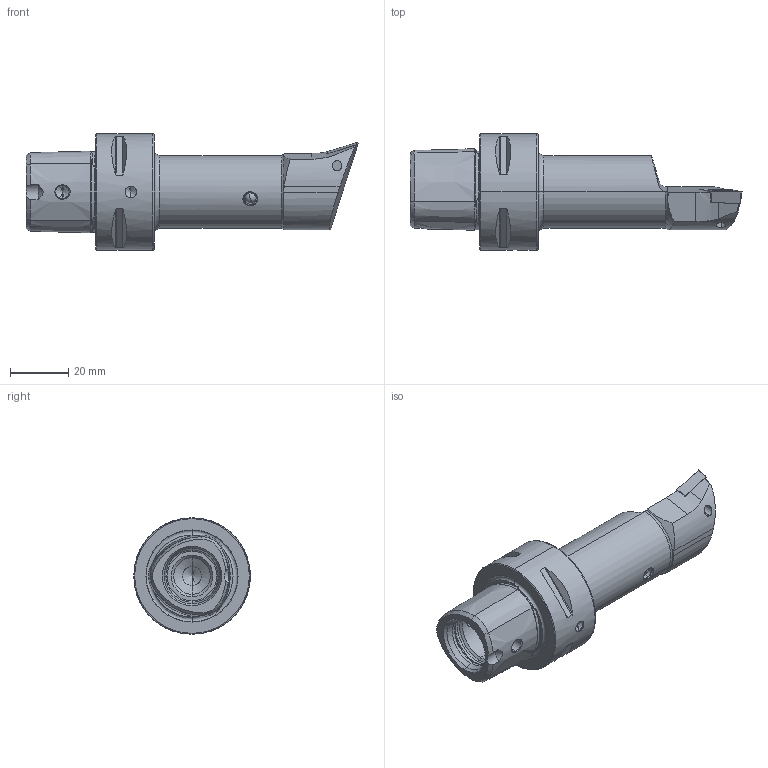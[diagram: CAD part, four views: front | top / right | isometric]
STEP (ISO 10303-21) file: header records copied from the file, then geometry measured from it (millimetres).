
FILE_DESCRIPTION (( 'STEP AP203' ), '1' );
FILE_NAME ('PS4-BDB.LQA.090.STEP', '2012-06-07T12:10:14', ( 'baer' ), ( 'Hewlett-Packard Company' ), 'SwSTEP 2.0', 'SolidWorks 2012', '' );
FILE_SCHEMA (( 'CONFIG_CONTROL_DESIGN' ));
Length unit declared in the file: millimetre
Products named in the file (5): PS4-BDB.LQA.090; KVT_MB_600_050; WCB-ER2.001.009_A; DCMT11T304; PS4-BDB.LQA.090_A
Assembly tree (4 placements, depth 2):
  PS4-BDB.LQA.090
    PS4-BDB.LQA.090_A
    DCMT11T304
    WCB-ER2.001.009_A
    KVT_MB_600_050
Bounding box: 114 x 40 x 40 mm (x, y, z)
Volume: 57209.4 mm3; surface area: 15667.3 mm2
Topology: 5 solids, 5 shells, 296 faces, 718 edges, 427 vertices
Faces by surface type: cone 101, cylinder 75, plane 53, torus 47, bspline 16, sphere 4
Entity records: 10320 total; most frequent: CARTESIAN_POINT 3267, ORIENTED_EDGE 1398, DIRECTION 1343, EDGE_CURVE 699, AXIS2_PLACEMENT_3D 556, VERTEX_POINT 424, EDGE_LOOP 317, FACE_OUTER_BOUND 296
